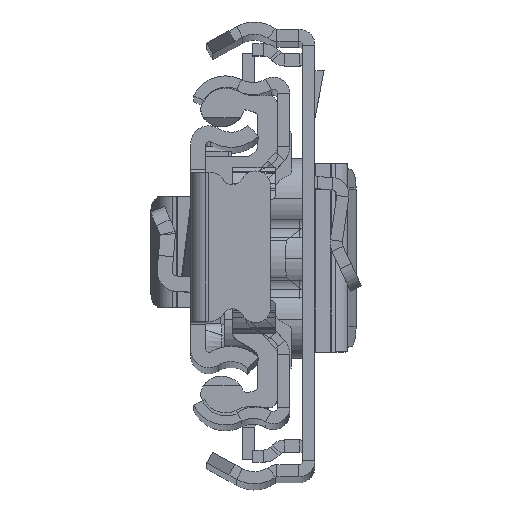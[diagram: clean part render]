
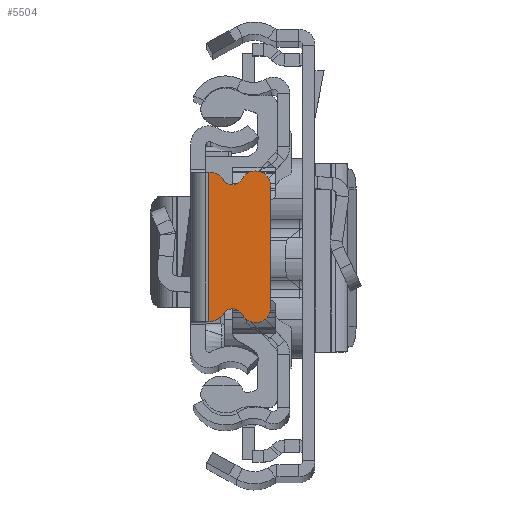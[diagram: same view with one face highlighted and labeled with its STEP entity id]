
A CAD part, top view. The second image highlights one B-rep face of the part: STEP entity #5504.
In plain terms, the highlighted planar face has unit normal (0, 0, 1).
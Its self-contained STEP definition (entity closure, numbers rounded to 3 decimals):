
#1137 = VERTEX_POINT ( 'NONE', #2196 ) ;
#2021 = VECTOR ( 'NONE', #13941, 1000. ) ;
#2056 = CIRCLE ( 'NONE', #16427, 1.1 ) ;
#2196 = CARTESIAN_POINT ( 'NONE',  ( -7.929, -6., 0. ) ) ;
#2753 = EDGE_CURVE ( 'NONE', #23350, #3055, #2056, .T. ) ;
#2857 = EDGE_CURVE ( 'NONE', #8828, #22141, #9479, .T. ) ;
#2883 = VERTEX_POINT ( 'NONE', #18299 ) ;
#3055 = VERTEX_POINT ( 'NONE', #4288 ) ;
#3121 = CARTESIAN_POINT ( 'NONE',  ( -1.929, 7.37, 0. ) ) ;
#4288 = CARTESIAN_POINT ( 'NONE',  ( -3.206, -6.658, 0. ) ) ;
#4438 = VERTEX_POINT ( 'NONE', #3121 ) ;
#4463 = DIRECTION ( 'NONE',  ( -1., 0., 0. ) ) ;
#4710 = CARTESIAN_POINT ( 'NONE',  ( -5.109, -6.713, 0. ) ) ;
#5109 = CIRCLE ( 'NONE', #22764, 1.5 ) ;
#5139 = ORIENTED_EDGE ( 'NONE', *, *, #18170, .T. ) ;
#5180 = VERTEX_POINT ( 'NONE', #17988 ) ;
#5187 = ORIENTED_EDGE ( 'NONE', *, *, #15145, .T. ) ;
#5504 = ADVANCED_FACE ( 'NONE', ( #14677 ), #16622, .T. ) ;
#6460 = CARTESIAN_POINT ( 'NONE',  ( -1.929, -5.87, 0. ) ) ;
#6674 = EDGE_CURVE ( 'NONE', #5180, #1137, #24147, .T. ) ;
#7027 = DIRECTION ( 'NONE',  ( -1., 0., 0. ) ) ;
#7101 = AXIS2_PLACEMENT_3D ( 'NONE', #12517, #24114, #18315 ) ;
#7285 = ORIENTED_EDGE ( 'NONE', *, *, #6674, .T. ) ;
#7322 = ORIENTED_EDGE ( 'NONE', *, *, #12052, .T. ) ;
#7648 = DIRECTION ( 'NONE',  ( 1., 0., 0. ) ) ;
#8328 = VERTEX_POINT ( 'NONE', #9858 ) ;
#8573 = CARTESIAN_POINT ( 'NONE',  ( -7.929, -6., 0. ) ) ;
#8828 = VERTEX_POINT ( 'NONE', #23966 ) ;
#8856 = DIRECTION ( 'NONE',  ( 0., 0., -1. ) ) ;
#8877 = AXIS2_PLACEMENT_3D ( 'NONE', #11597, #20995, #23045 ) ;
#9264 = EDGE_CURVE ( 'NONE', #2883, #8328, #24175, .T. ) ;
#9479 = CIRCLE ( 'NONE', #23448, 1.1 ) ;
#9852 = CARTESIAN_POINT ( 'NONE',  ( -1.929, -7.37, 0. ) ) ;
#9858 = CARTESIAN_POINT ( 'NONE',  ( -1.75, -7.37, 0. ) ) ;
#10065 = EDGE_CURVE ( 'NONE', #22141, #5180, #19543, .T. ) ;
#10330 = CIRCLE ( 'NONE', #12777, 1.5 ) ;
#10715 = EDGE_LOOP ( 'NONE', ( #23208, #17369, #5187, #19434, #16486, #7285, #7322, #21670, #5139, #14403 ) ) ;
#11033 = CARTESIAN_POINT ( 'NONE',  ( -4.142, -7.236, 0. ) ) ;
#11597 = CARTESIAN_POINT ( 'NONE',  ( -6.429, 6., 0. ) ) ;
#12052 = EDGE_CURVE ( 'NONE', #1137, #23350, #5109, .T. ) ;
#12142 = VECTOR ( 'NONE', #20439, 1000. ) ;
#12517 = CARTESIAN_POINT ( 'NONE',  ( 344.071, 0., 0. ) ) ;
#12567 = DIRECTION ( 'NONE',  ( 0., 0., 1. ) ) ;
#12712 = CARTESIAN_POINT ( 'NONE',  ( -1.75, 0., 0. ) ) ;
#12777 = AXIS2_PLACEMENT_3D ( 'NONE', #6460, #24209, #22163 ) ;
#13303 = VERTEX_POINT ( 'NONE', #9852 ) ;
#13941 = DIRECTION ( 'NONE',  ( -1., 0., 0. ) ) ;
#14075 = DIRECTION ( 'NONE',  ( 0., -1., 0. ) ) ;
#14220 = CIRCLE ( 'NONE', #24520, 1.5 ) ;
#14403 = ORIENTED_EDGE ( 'NONE', *, *, #16595, .F. ) ;
#14677 = FACE_OUTER_BOUND ( 'NONE', #10715, .T. ) ;
#14845 = EDGE_CURVE ( 'NONE', #4438, #2883, #15282, .T. ) ;
#15145 = EDGE_CURVE ( 'NONE', #4438, #8828, #14220, .T. ) ;
#15282 = LINE ( 'NONE', #20965, #20812 ) ;
#15371 = VECTOR ( 'NONE', #14075, 1000. ) ;
#16151 = CARTESIAN_POINT ( 'NONE',  ( -6.429, -6., 0. ) ) ;
#16427 = AXIS2_PLACEMENT_3D ( 'NONE', #11033, #8856, #7027 ) ;
#16486 = ORIENTED_EDGE ( 'NONE', *, *, #10065, .T. ) ;
#16595 = EDGE_CURVE ( 'NONE', #8328, #13303, #20020, .T. ) ;
#16622 = PLANE ( 'NONE',  #7101 ) ;
#17369 = ORIENTED_EDGE ( 'NONE', *, *, #14845, .F. ) ;
#17988 = CARTESIAN_POINT ( 'NONE',  ( -7.929, 6., 0. ) ) ;
#18170 = EDGE_CURVE ( 'NONE', #3055, #13303, #10330, .T. ) ;
#18299 = CARTESIAN_POINT ( 'NONE',  ( -1.75, 7.37, 0. ) ) ;
#18315 = DIRECTION ( 'NONE',  ( 1., 0., 0. ) ) ;
#18582 = DIRECTION ( 'NONE',  ( 1., 0., 0. ) ) ;
#19434 = ORIENTED_EDGE ( 'NONE', *, *, #2857, .T. ) ;
#19543 = CIRCLE ( 'NONE', #8877, 1.5 ) ;
#19855 = DIRECTION ( 'NONE',  ( 0., 0., -1. ) ) ;
#20020 = LINE ( 'NONE', #23504, #2021 ) ;
#20401 = CARTESIAN_POINT ( 'NONE',  ( -5.109, 6.713, 0. ) ) ;
#20439 = DIRECTION ( 'NONE',  ( 0., -1., 0. ) ) ;
#20812 = VECTOR ( 'NONE', #25339, 1000. ) ;
#20895 = CARTESIAN_POINT ( 'NONE',  ( -4.142, 7.236, 0. ) ) ;
#20965 = CARTESIAN_POINT ( 'NONE',  ( -1.929, 7.37, 0. ) ) ;
#20995 = DIRECTION ( 'NONE',  ( 0., 0., 1. ) ) ;
#21670 = ORIENTED_EDGE ( 'NONE', *, *, #2753, .T. ) ;
#22141 = VERTEX_POINT ( 'NONE', #20401 ) ;
#22163 = DIRECTION ( 'NONE',  ( 1., 0., 0. ) ) ;
#22603 = CARTESIAN_POINT ( 'NONE',  ( -1.929, 5.87, 0. ) ) ;
#22764 = AXIS2_PLACEMENT_3D ( 'NONE', #16151, #24019, #18582 ) ;
#23045 = DIRECTION ( 'NONE',  ( -1., 0., 0. ) ) ;
#23208 = ORIENTED_EDGE ( 'NONE', *, *, #9264, .F. ) ;
#23350 = VERTEX_POINT ( 'NONE', #4710 ) ;
#23448 = AXIS2_PLACEMENT_3D ( 'NONE', #20895, #19855, #7648 ) ;
#23504 = CARTESIAN_POINT ( 'NONE',  ( -1.929, -7.37, 0. ) ) ;
#23966 = CARTESIAN_POINT ( 'NONE',  ( -3.206, 6.658, 0. ) ) ;
#24019 = DIRECTION ( 'NONE',  ( 0., 0., 1. ) ) ;
#24114 = DIRECTION ( 'NONE',  ( 0., 0., 1. ) ) ;
#24147 = LINE ( 'NONE', #8573, #15371 ) ;
#24175 = LINE ( 'NONE', #12712, #12142 ) ;
#24209 = DIRECTION ( 'NONE',  ( 0., 0., 1. ) ) ;
#24520 = AXIS2_PLACEMENT_3D ( 'NONE', #22603, #12567, #4463 ) ;
#25339 = DIRECTION ( 'NONE',  ( 1., 0., 0. ) ) ;
